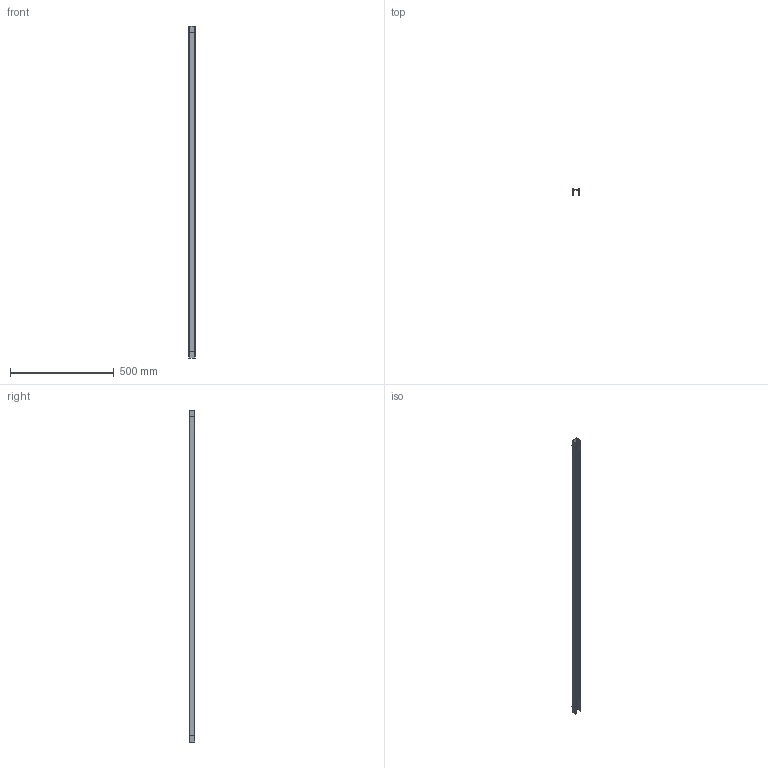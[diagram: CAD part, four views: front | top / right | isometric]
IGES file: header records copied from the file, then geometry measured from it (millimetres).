
Start section:  PTC IGES file: 191542.igs
Global section: file name: 191542.igs; native system: Creo Parametric by Parametric Technology Corporation; preprocessor: 2013230; author: pdmadmin; organization: Unknown; date: 20151117.132813; units: millimetre
Bounding box: 35.69 x 28.77 x 1597.64 mm (x, y, z)
Volume: 217014.7 mm3; surface area: 1228837.2 mm2
Topology: 3 solids, 3 shells, 68 faces, 280 edges, 328 vertices
Faces by surface type: bspline 60, revolution 8
